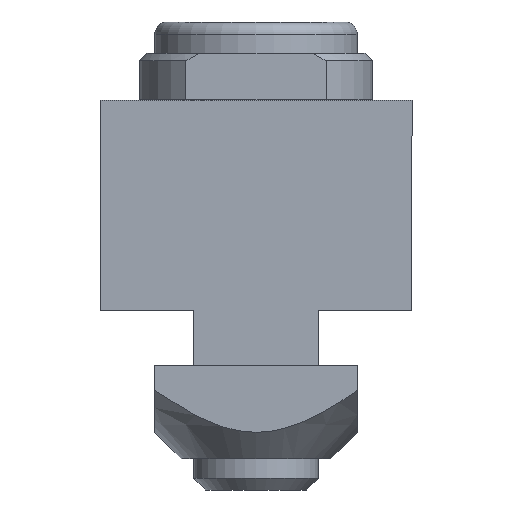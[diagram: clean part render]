
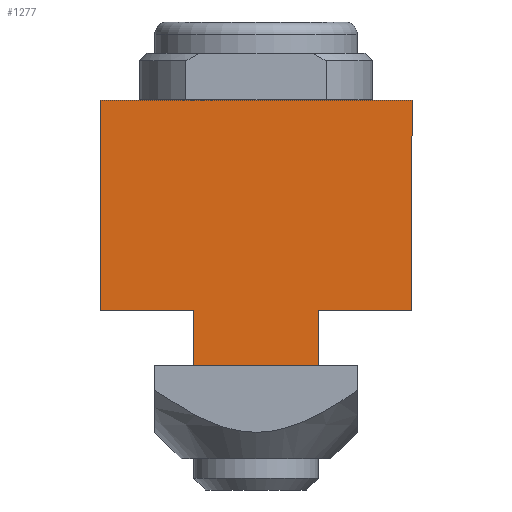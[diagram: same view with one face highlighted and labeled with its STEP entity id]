
A CAD part, front view. The second image highlights one B-rep face of the part: STEP entity #1277.
In plain terms, the highlighted planar face has unit normal (0, -1, 0).
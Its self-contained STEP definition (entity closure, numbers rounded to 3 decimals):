
#110=PLANE('',#1480);
#169=FACE_OUTER_BOUND('',#238,.T.);
#238=EDGE_LOOP('',(#1040,#1041,#1042,#1043,#1044,#1045,#1046,#1047));
#288=LINE('',#1994,#393);
#296=LINE('',#2020,#401);
#314=LINE('',#2063,#419);
#319=LINE('',#2086,#424);
#329=LINE('',#2107,#434);
#341=LINE('',#2130,#446);
#346=LINE('',#2143,#451);
#347=LINE('',#2146,#452);
#393=VECTOR('',#1596,10.);
#401=VECTOR('',#1616,10.);
#419=VECTOR('',#1652,10.);
#424=VECTOR('',#1673,10.);
#434=VECTOR('',#1689,10.);
#446=VECTOR('',#1711,10.);
#451=VECTOR('',#1732,10.);
#452=VECTOR('',#1737,10.);
#570=VERTEX_POINT('',#1991);
#571=VERTEX_POINT('',#1993);
#582=VERTEX_POINT('',#2017);
#583=VERTEX_POINT('',#2019);
#599=VERTEX_POINT('',#2061);
#608=VERTEX_POINT('',#2083);
#609=VERTEX_POINT('',#2085);
#617=VERTEX_POINT('',#2105);
#699=EDGE_CURVE('',#570,#571,#288,.T.);
#711=EDGE_CURVE('',#583,#582,#296,.T.);
#733=EDGE_CURVE('',#582,#599,#314,.T.);
#745=EDGE_CURVE('',#609,#608,#319,.T.);
#756=EDGE_CURVE('',#608,#617,#329,.T.);
#768=EDGE_CURVE('',#599,#571,#341,.T.);
#777=EDGE_CURVE('',#609,#570,#346,.T.);
#778=EDGE_CURVE('',#617,#583,#347,.T.);
#1040=ORIENTED_EDGE('',*,*,#711,.T.);
#1041=ORIENTED_EDGE('',*,*,#733,.T.);
#1042=ORIENTED_EDGE('',*,*,#768,.T.);
#1043=ORIENTED_EDGE('',*,*,#699,.F.);
#1044=ORIENTED_EDGE('',*,*,#777,.F.);
#1045=ORIENTED_EDGE('',*,*,#745,.T.);
#1046=ORIENTED_EDGE('',*,*,#756,.T.);
#1047=ORIENTED_EDGE('',*,*,#778,.T.);
#1277=ADVANCED_FACE('',(#169),#110,.T.);
#1480=AXIS2_PLACEMENT_3D('',#2155,#1754,#1755);
#1596=DIRECTION('',(1.,0.,0.));
#1616=DIRECTION('',(0.,0.,1.));
#1652=DIRECTION('',(1.,0.,0.));
#1673=DIRECTION('',(1.,0.,0.));
#1689=DIRECTION('',(0.,0.,-1.));
#1711=DIRECTION('',(0.,0.,1.));
#1732=DIRECTION('',(0.,0.,1.));
#1737=DIRECTION('',(1.,0.,0.));
#1754=DIRECTION('center_axis',(0.,-1.,0.));
#1755=DIRECTION('ref_axis',(1.,0.,0.));
#1991=CARTESIAN_POINT('',(-10.,-45.,17.));
#1993=CARTESIAN_POINT('',(10.,-45.,17.));
#1994=CARTESIAN_POINT('',(-10.,-45.,17.));
#2017=CARTESIAN_POINT('',(4.,-45.,3.5));
#2019=CARTESIAN_POINT('',(4.,-45.,0.));
#2020=CARTESIAN_POINT('',(4.,-45.,0.));
#2061=CARTESIAN_POINT('',(10.,-45.,3.5));
#2063=CARTESIAN_POINT('',(-1.5,-45.,3.5));
#2083=CARTESIAN_POINT('',(-4.,-45.,3.5));
#2085=CARTESIAN_POINT('',(-10.,-45.,3.5));
#2086=CARTESIAN_POINT('',(-8.5,-45.,3.5));
#2105=CARTESIAN_POINT('',(-4.,-45.,0.));
#2107=CARTESIAN_POINT('',(-4.,-45.,0.));
#2130=CARTESIAN_POINT('',(10.,-45.,0.));
#2143=CARTESIAN_POINT('',(-10.,-45.,0.));
#2146=CARTESIAN_POINT('',(-10.,-45.,0.));
#2155=CARTESIAN_POINT('Origin',(-10.,-45.,0.));
